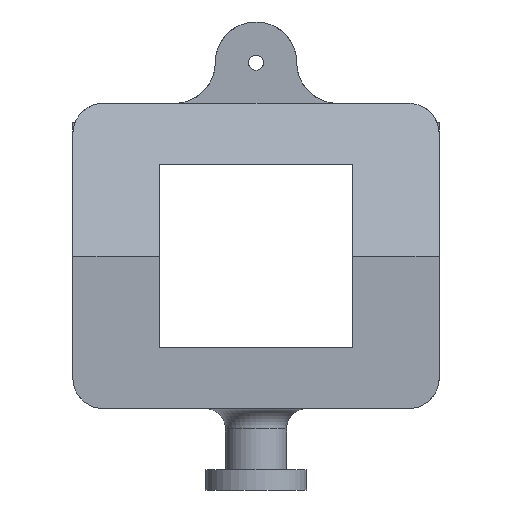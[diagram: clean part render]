
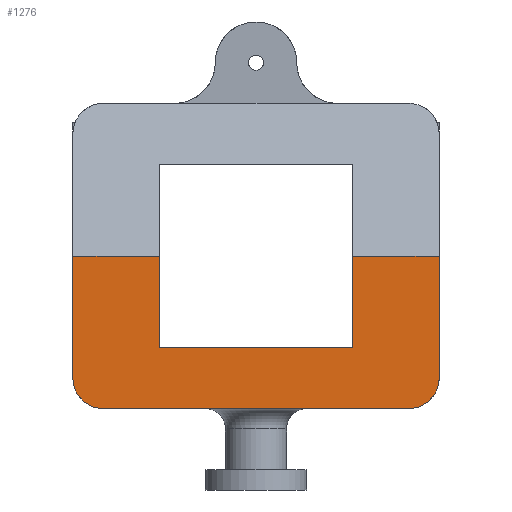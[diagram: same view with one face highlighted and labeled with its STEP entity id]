
A CAD part, left-side view. The second image highlights one B-rep face of the part: STEP entity #1276.
In plain terms, the highlighted planar face has unit normal (-1, 0, 0).
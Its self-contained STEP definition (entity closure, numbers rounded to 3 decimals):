
#96=LINE('',#1912,#210);
#106=LINE('',#1976,#220);
#107=LINE('',#1978,#221);
#108=LINE('',#1980,#222);
#109=LINE('',#1982,#223);
#110=LINE('',#1984,#224);
#111=LINE('',#1986,#225);
#112=LINE('',#1987,#226);
#210=VECTOR('',#1511,10.);
#220=VECTOR('',#1557,10.);
#221=VECTOR('',#1558,10.);
#222=VECTOR('',#1559,10.);
#223=VECTOR('',#1560,10.);
#224=VECTOR('',#1561,10.);
#225=VECTOR('',#1562,10.);
#226=VECTOR('',#1563,10.);
#322=PLANE('',#1372);
#357=FACE_OUTER_BOUND('',#428,.T.);
#428=EDGE_LOOP('',(#924,#925,#926,#927,#928,#929,#930,#931,#932,#933));
#516=CIRCLE('',#1371,1.5);
#517=CIRCLE('',#1373,1.5);
#569=VERTEX_POINT('',#1902);
#573=VERTEX_POINT('',#1910);
#588=VERTEX_POINT('',#1962);
#590=VERTEX_POINT('',#1973);
#591=VERTEX_POINT('',#1975);
#592=VERTEX_POINT('',#1977);
#593=VERTEX_POINT('',#1979);
#594=VERTEX_POINT('',#1981);
#595=VERTEX_POINT('',#1983);
#596=VERTEX_POINT('',#1985);
#699=EDGE_CURVE('',#573,#569,#96,.T.);
#718=EDGE_CURVE('',#569,#588,#516,.T.);
#721=EDGE_CURVE('',#590,#573,#517,.T.);
#722=EDGE_CURVE('',#591,#590,#106,.T.);
#723=EDGE_CURVE('',#592,#591,#107,.T.);
#724=EDGE_CURVE('',#592,#593,#108,.T.);
#725=EDGE_CURVE('',#593,#594,#109,.T.);
#726=EDGE_CURVE('',#594,#595,#110,.T.);
#727=EDGE_CURVE('',#596,#595,#111,.T.);
#728=EDGE_CURVE('',#588,#596,#112,.T.);
#924=ORIENTED_EDGE('',*,*,#718,.F.);
#925=ORIENTED_EDGE('',*,*,#699,.F.);
#926=ORIENTED_EDGE('',*,*,#721,.F.);
#927=ORIENTED_EDGE('',*,*,#722,.F.);
#928=ORIENTED_EDGE('',*,*,#723,.F.);
#929=ORIENTED_EDGE('',*,*,#724,.T.);
#930=ORIENTED_EDGE('',*,*,#725,.T.);
#931=ORIENTED_EDGE('',*,*,#726,.T.);
#932=ORIENTED_EDGE('',*,*,#727,.F.);
#933=ORIENTED_EDGE('',*,*,#728,.F.);
#1276=ADVANCED_FACE('',(#357),#322,.F.);
#1371=AXIS2_PLACEMENT_3D('',#1963,#1550,#1551);
#1372=AXIS2_PLACEMENT_3D('',#1972,#1553,#1554);
#1373=AXIS2_PLACEMENT_3D('',#1974,#1555,#1556);
#1511=DIRECTION('',(0.,1.,0.));
#1550=DIRECTION('center_axis',(1.,0.,0.));
#1551=DIRECTION('ref_axis',(0.,0.707,-0.707));
#1553=DIRECTION('center_axis',(1.,0.,0.));
#1554=DIRECTION('ref_axis',(0.,1.,0.));
#1555=DIRECTION('center_axis',(1.,0.,0.));
#1556=DIRECTION('ref_axis',(0.,-0.707,-0.707));
#1557=DIRECTION('',(0.,0.,-1.));
#1558=DIRECTION('',(0.,-1.,0.));
#1559=DIRECTION('',(0.,0.,-1.));
#1560=DIRECTION('',(0.,1.,0.));
#1561=DIRECTION('',(0.,0.,1.));
#1562=DIRECTION('',(0.,-1.,0.));
#1563=DIRECTION('',(0.,0.,1.));
#1902=CARTESIAN_POINT('',(0.,16.5,0.));
#1910=CARTESIAN_POINT('',(0.,1.5,0.));
#1912=CARTESIAN_POINT('',(0.,0.,0.));
#1962=CARTESIAN_POINT('',(0.,18.,1.5));
#1963=CARTESIAN_POINT('Origin',(0.,16.5,1.5));
#1972=CARTESIAN_POINT('Origin',(0.,9.,7.5));
#1973=CARTESIAN_POINT('',(0.,0.,1.5));
#1974=CARTESIAN_POINT('Origin',(0.,1.5,1.5));
#1975=CARTESIAN_POINT('',(0.,0.,7.5));
#1976=CARTESIAN_POINT('',(0.,0.,15.));
#1977=CARTESIAN_POINT('',(0.,4.25,7.5));
#1978=CARTESIAN_POINT('',(0.,11.25,7.5));
#1979=CARTESIAN_POINT('',(0.,4.25,3.));
#1980=CARTESIAN_POINT('',(0.,4.25,9.75));
#1981=CARTESIAN_POINT('',(0.,13.75,3.));
#1982=CARTESIAN_POINT('',(0.,6.625,3.));
#1983=CARTESIAN_POINT('',(0.,13.75,7.5));
#1984=CARTESIAN_POINT('',(0.,13.75,5.25));
#1985=CARTESIAN_POINT('',(0.,18.,7.5));
#1986=CARTESIAN_POINT('',(0.,11.25,7.5));
#1987=CARTESIAN_POINT('',(0.,18.,0.));
